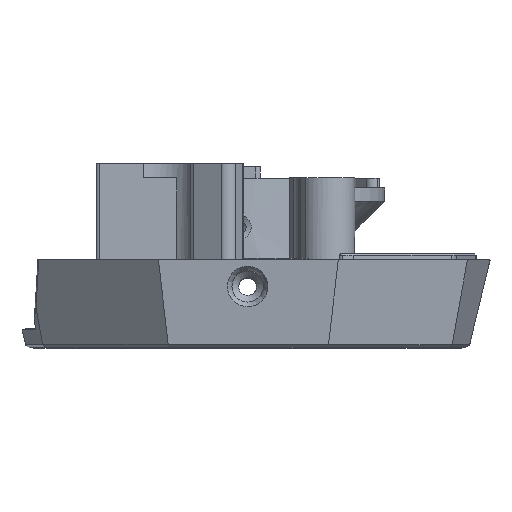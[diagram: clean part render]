
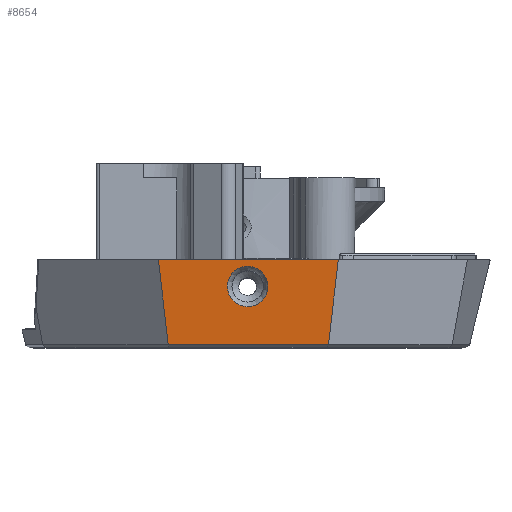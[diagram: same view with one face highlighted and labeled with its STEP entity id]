
A CAD part, top view. The second image highlights one B-rep face of the part: STEP entity #8654.
In plain terms, the highlighted planar face has unit normal (0, -0.087, 0.996).
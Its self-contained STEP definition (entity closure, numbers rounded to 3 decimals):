
#368=FACE_BOUND('',#1944,.T.);
#738=B_SPLINE_CURVE_WITH_KNOTS('',3,(#14762,#14763,#14764,#14765,#14766,
#14767,#14768,#14769,#14770,#14771),.UNSPECIFIED.,.T.,.F.,(4,1,1,1,1,1,
1,4),(-3.142,-2.244,-1.346,-0.449,
0.449,1.346,2.244,3.142),
 .UNSPECIFIED.);
#1013=PLANE('',#9859);
#1463=FACE_OUTER_BOUND('',#1943,.T.);
#1943=EDGE_LOOP('',(#8026,#8027,#8028,#8029));
#1944=EDGE_LOOP('',(#8030));
#2205=LINE('',#13658,#2949);
#2229=LINE('',#13749,#2973);
#2269=LINE('',#13844,#3013);
#2691=LINE('',#16923,#3435);
#2949=VECTOR('',#10680,10.);
#2973=VECTOR('',#10722,10.);
#3013=VECTOR('',#10796,10.);
#3435=VECTOR('',#12352,10.);
#3837=VERTEX_POINT('',#13656);
#3838=VERTEX_POINT('',#13657);
#3848=VERTEX_POINT('',#13747);
#3880=VERTEX_POINT('',#13842);
#4073=VERTEX_POINT('',#14757);
#4735=EDGE_CURVE('',#3837,#3838,#2205,.T.);
#4759=EDGE_CURVE('',#3837,#3848,#2229,.T.);
#4804=EDGE_CURVE('',#3848,#3880,#2269,.T.);
#5104=EDGE_CURVE('',#4073,#4073,#738,.T.);
#5560=EDGE_CURVE('',#3880,#3838,#2691,.T.);
#8026=ORIENTED_EDGE('',*,*,#4735,.F.);
#8027=ORIENTED_EDGE('',*,*,#4759,.T.);
#8028=ORIENTED_EDGE('',*,*,#4804,.T.);
#8029=ORIENTED_EDGE('',*,*,#5560,.T.);
#8030=ORIENTED_EDGE('',*,*,#5104,.F.);
#8654=ADVANCED_FACE('',(#1463,#368),#1013,.T.);
#9859=AXIS2_PLACEMENT_3D('',#16922,#12350,#12351);
#10680=DIRECTION('',(-1.,0.,0.));
#10722=DIRECTION('',(0.114,0.99,0.087));
#10796=DIRECTION('',(-1.,0.,0.));
#12350=DIRECTION('center_axis',(0.,-0.087,
0.996));
#12351=DIRECTION('ref_axis',(1.,0.,0.));
#12352=DIRECTION('',(0.114,-0.99,-0.087));
#13656=CARTESIAN_POINT('',(10.865,-7.802,129.193));
#13657=CARTESIAN_POINT('',(-10.664,-7.802,129.193));
#13658=CARTESIAN_POINT('',(0.023,-7.802,129.193));
#13747=CARTESIAN_POINT('',(12.181,3.6,130.191));
#13749=CARTESIAN_POINT('',(12.131,3.174,130.154));
#13842=CARTESIAN_POINT('',(-11.98,3.6,130.191));
#13844=CARTESIAN_POINT('',(0.43,3.6,130.191));
#14757=CARTESIAN_POINT('',(0.,-2.708,129.639));
#14762=CARTESIAN_POINT('Ctrl Pts',(0.,-2.708,
129.639));
#14763=CARTESIAN_POINT('Ctrl Pts',(0.812,-2.708,129.639));
#14764=CARTESIAN_POINT('Ctrl Pts',(2.428,-1.931,129.707));
#14765=CARTESIAN_POINT('Ctrl Pts',(3.022,0.688,129.936));
#14766=CARTESIAN_POINT('Ctrl Pts',(1.349,2.796,130.121));
#14767=CARTESIAN_POINT('Ctrl Pts',(-1.346,2.79,130.12));
#14768=CARTESIAN_POINT('Ctrl Pts',(-3.029,0.689,
129.936));
#14769=CARTESIAN_POINT('Ctrl Pts',(-2.423,-1.93,
129.707));
#14770=CARTESIAN_POINT('Ctrl Pts',(-0.812,-2.708,
129.639));
#14771=CARTESIAN_POINT('Ctrl Pts',(0.,-2.708,
129.639));
#16922=CARTESIAN_POINT('Origin',(-0.168,0.303,129.902));
#16923=CARTESIAN_POINT('',(-11.444,-1.046,129.784));
